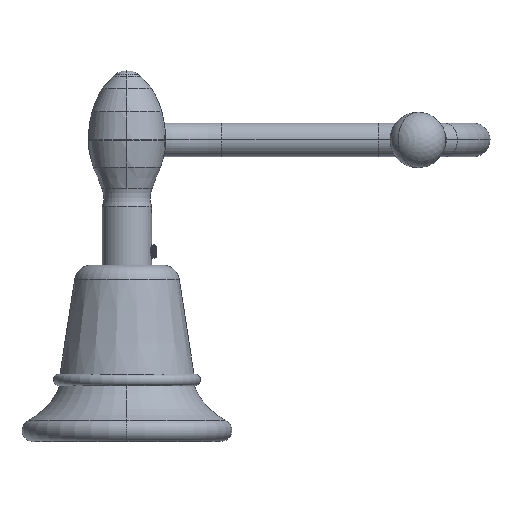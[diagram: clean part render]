
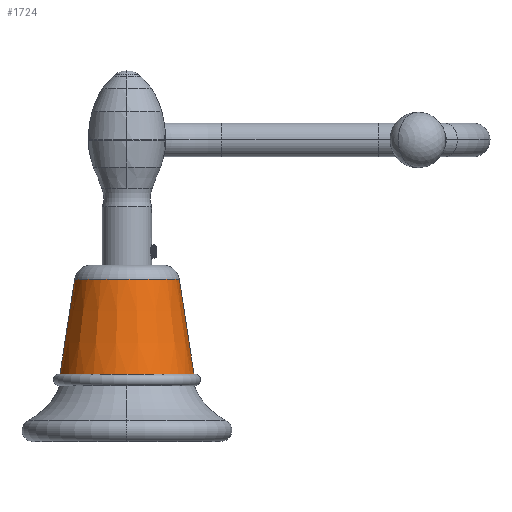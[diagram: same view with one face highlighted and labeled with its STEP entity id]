
A CAD part, left-side view. The second image highlights one B-rep face of the part: STEP entity #1724.
In plain terms, the highlighted conical face has half-angle 8.794 degrees and reference radius 16.965 mm.
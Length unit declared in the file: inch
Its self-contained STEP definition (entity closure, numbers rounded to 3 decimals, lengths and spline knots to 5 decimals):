
#258=DIRECTION('',(0.,-0.153,0.988));
#259=VECTOR('',#258,1.07413);
#260=CARTESIAN_POINT('',(0.,0.75,0.75424));
#261=LINE('',#260,#259);
#262=DIRECTION('',(0.,0.153,0.988));
#263=VECTOR('',#262,1.07413);
#264=CARTESIAN_POINT('',(0.,-0.75,0.75424));
#265=LINE('',#264,#263);
#266=CARTESIAN_POINT('',(0.,0.,0.75424));
#267=DIRECTION('',(0.,0.,1.));
#268=DIRECTION('',(0.,1.,0.));
#269=AXIS2_PLACEMENT_3D('',#266,#267,#268);
#281=CARTESIAN_POINT('',(0.,0.,1.81574));
#282=DIRECTION('',(0.,0.,1.));
#283=DIRECTION('',(0.,1.,0.));
#284=AXIS2_PLACEMENT_3D('',#281,#282,#283);
#1482=CARTESIAN_POINT('',(0.,0.75,0.75424));
#1484=VERTEX_POINT('',#1482);
#1485=CARTESIAN_POINT('',(0.,0.58579,1.81574));
#1486=VERTEX_POINT('',#1485);
#1490=CARTESIAN_POINT('',(0.,-0.75,0.75424));
#1492=VERTEX_POINT('',#1490);
#1493=CARTESIAN_POINT('',(0.,-0.58579,1.81574));
#1494=VERTEX_POINT('',#1493);
#1712=CARTESIAN_POINT('',(0.,0.,1.28499));
#1713=DIRECTION('',(0.,0.,-1.));
#1714=DIRECTION('',(0.,-1.,0.));
#1715=AXIS2_PLACEMENT_3D('',#1712,#1713,#1714);
#1716=CONICAL_SURFACE('',#1715,0.6679,8.794);
#1717=ORIENTED_EDGE('',*,*,#1630,.T.);
#1719=ORIENTED_EDGE('',*,*,#1718,.T.);
#1720=ORIENTED_EDGE('',*,*,#1633,.F.);
#1721=ORIENTED_EDGE('',*,*,#1704,.F.);
#1722=EDGE_LOOP('',(#1717,#1719,#1720,#1721));
#1723=FACE_OUTER_BOUND('',#1722,.F.);
#1724=ADVANCED_FACE('',(#1723),#1716,.T.);
#270=CIRCLE('',#269,0.75);
#285=CIRCLE('',#284,0.58579);
#1630=EDGE_CURVE('',#1484,#1486,#261,.T.);
#1633=EDGE_CURVE('',#1492,#1494,#265,.T.);
#1704=EDGE_CURVE('',#1484,#1492,#270,.T.);
#1718=EDGE_CURVE('',#1486,#1494,#285,.T.);
